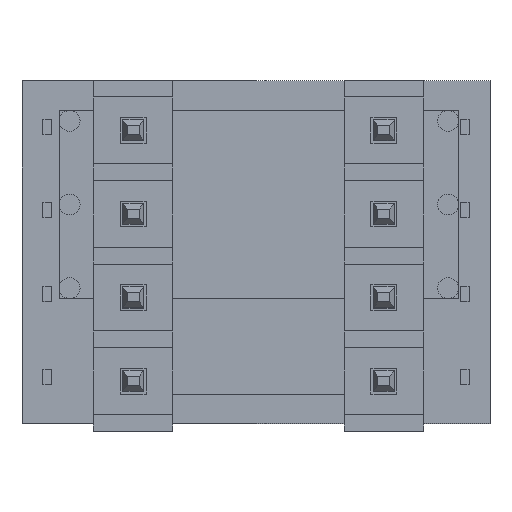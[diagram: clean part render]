
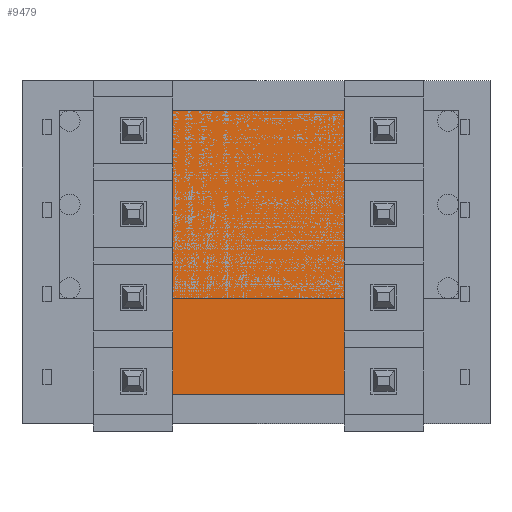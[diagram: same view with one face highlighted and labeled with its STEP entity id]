
A CAD part, top view. The second image highlights one B-rep face of the part: STEP entity #9479.
In plain terms, the highlighted planar face has unit normal (0, 0, 1).
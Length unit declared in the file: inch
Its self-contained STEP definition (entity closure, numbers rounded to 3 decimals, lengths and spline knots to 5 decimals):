
#209 = EDGE_CURVE ( 'NONE', #11472, #7806, #8521, .T. ) ;
#590 = ORIENTED_EDGE ( 'NONE', *, *, #209, .T. ) ;
#1394 = CARTESIAN_POINT ( 'NONE',  ( -0.02, 0.32, 0.00394 ) ) ;
#1964 = EDGE_LOOP ( 'NONE', ( #15333, #16757, #20594, #590 ) ) ;
#2200 = CARTESIAN_POINT ( 'NONE',  ( 0.32, 0.32, 0.00394 ) ) ;
#3309 = EDGE_CURVE ( 'NONE', #16405, #9788, #19018, .T. ) ;
#3363 = EDGE_CURVE ( 'NONE', #9788, #11472, #21159, .T. ) ;
#3395 = EDGE_CURVE ( 'NONE', #7806, #16405, #9240, .T. ) ;
#4880 = DIRECTION ( 'NONE',  ( -1., 0., 0. ) ) ;
#5403 = DIRECTION ( 'NONE',  ( 0., 0., 1. ) ) ;
#7320 = CARTESIAN_POINT ( 'NONE',  ( 0.15, 0.15, 0.00394 ) ) ;
#7806 = VERTEX_POINT ( 'NONE', #12386 ) ;
#8521 = LINE ( 'NONE', #19593, #14936 ) ;
#9240 = LINE ( 'NONE', #1394, #13571 ) ;
#9345 = CARTESIAN_POINT ( 'NONE',  ( -0.02, -0.02, 0.00394 ) ) ;
#9479 = ADVANCED_FACE ( 'NONE', ( #16979 ), #18698, .T. ) ;
#9788 = VERTEX_POINT ( 'NONE', #20552 ) ;
#10341 = AXIS2_PLACEMENT_3D ( 'NONE', #7320, #5403, #17091 ) ;
#10489 = VECTOR ( 'NONE', #11276, 39.37008 ) ;
#11276 = DIRECTION ( 'NONE',  ( 1., 0., 0. ) ) ;
#11472 = VERTEX_POINT ( 'NONE', #2200 ) ;
#12386 = CARTESIAN_POINT ( 'NONE',  ( -0.02, 0.32, 0.00394 ) ) ;
#13571 = VECTOR ( 'NONE', #17727, 39.37008 ) ;
#13926 = VECTOR ( 'NONE', #19336, 39.37008 ) ;
#14936 = VECTOR ( 'NONE', #4880, 39.37008 ) ;
#15333 = ORIENTED_EDGE ( 'NONE', *, *, #3395, .T. ) ;
#16405 = VERTEX_POINT ( 'NONE', #20327 ) ;
#16757 = ORIENTED_EDGE ( 'NONE', *, *, #3309, .T. ) ;
#16979 = FACE_OUTER_BOUND ( 'NONE', #1964, .T. ) ;
#17091 = DIRECTION ( 'NONE',  ( 1., 0., 0. ) ) ;
#17727 = DIRECTION ( 'NONE',  ( 0., -1., 0. ) ) ;
#18698 = PLANE ( 'NONE',  #10341 ) ;
#19018 = LINE ( 'NONE', #9345, #10489 ) ;
#19336 = DIRECTION ( 'NONE',  ( 0., 1., 0. ) ) ;
#19593 = CARTESIAN_POINT ( 'NONE',  ( 0.32, 0.32, 0.00394 ) ) ;
#20327 = CARTESIAN_POINT ( 'NONE',  ( -0.02, -0.02, 0.00394 ) ) ;
#20552 = CARTESIAN_POINT ( 'NONE',  ( 0.32, -0.02, 0.00394 ) ) ;
#20594 = ORIENTED_EDGE ( 'NONE', *, *, #3363, .T. ) ;
#20733 = CARTESIAN_POINT ( 'NONE',  ( 0.32, -0.02, 0.00394 ) ) ;
#21159 = LINE ( 'NONE', #20733, #13926 ) ;
